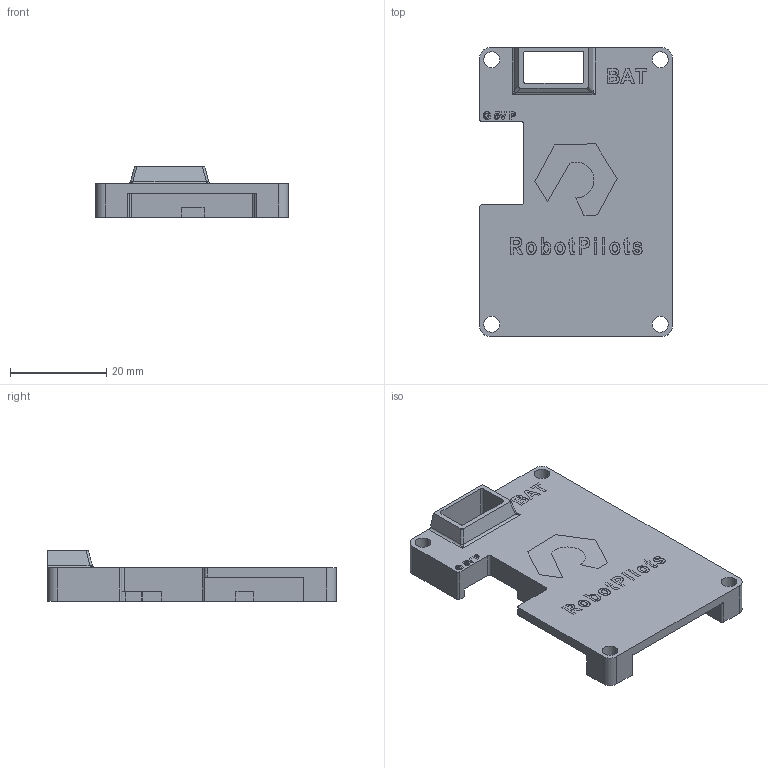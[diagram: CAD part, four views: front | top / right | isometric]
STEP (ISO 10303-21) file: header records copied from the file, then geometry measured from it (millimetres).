
FILE_DESCRIPTION (( 'STEP AP214' ), '1' );
FILE_NAME ('眻脣奻褲.STEP', '2024-04-07T13:21:00', ( 'KS-SZM-001' ), ( '' ), 'SwSTEP 2.0', 'SolidWorks 2023', '' );
FILE_SCHEMA (( 'AUTOMOTIVE_DESIGN' ));
Length unit declared in the file: millimetre
Products named in the file (1): 直插上壳
Bounding box: 39.97 x 59.97 x 10.5 mm (x, y, z)
Volume: 10030 mm3; surface area: 7709 mm2
Topology: 21 solids, 21 shells, 662 faces, 1763 edges, 1172 vertices
Faces by surface type: plane 401, bspline 220, cylinder 41
Entity records: 31624 total; most frequent: CARTESIAN_POINT 16314, ORIENTED_EDGE 3522, DIRECTION 2283, EDGE_CURVE 1761, LINE 1241, VECTOR 1241, VERTEX_POINT 1172, EDGE_LOOP 723
